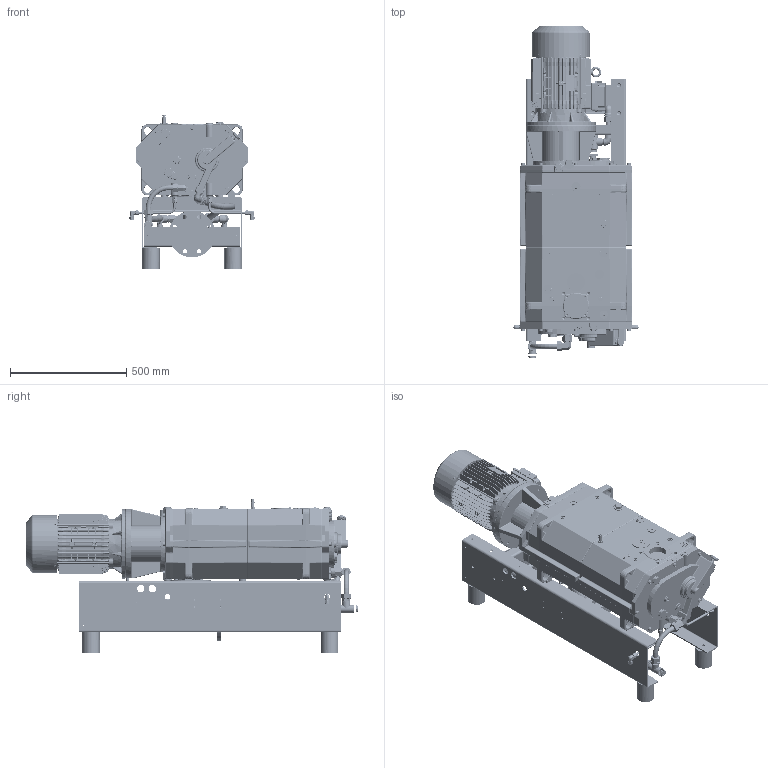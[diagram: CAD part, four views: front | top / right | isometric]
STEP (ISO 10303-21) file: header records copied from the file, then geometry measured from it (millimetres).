
FILE_DESCRIPTION(/* description */ (''),/* implementation_level */ '2;1');
FILE_NAME(/* name */ 'PU900051.stp',/* time_stamp */ '2020-05-28T12:57:27+02:00',/* author */ ('JOHLE'),/* organization */ (''),/* preprocessor_version */ 'ST-DEVELOPER v17',/* originating_system */ 'Autodesk Inventor 2018',/* authorisation */ '');
FILE_SCHEMA (('AUTOMOTIVE_DESIGN { 1 0 10303 214 3 1 1 }'));
Products named in the file (1): PU 900 051
Bounding box: 538.5 x 1425.95 x 664.5 mm (x, y, z)
Volume: 121814080.8 mm3; surface area: 5283037.9 mm2
Topology: 4 solids, 57 shells, 9576 faces, 24467 edges, 15424 vertices
Faces by surface type: plane 4048, cylinder 2601, bspline 1517, cone 786, torus 414, sphere 210
Full cylindrical faces by diameter (mm): 2.5 x4, 3 x4, 3.242 x1, 3.987 x4, 4 x1, 4.058 x4, 4.2 x4, 4.6 x4, 5 x17, 6 x9, 6.8 x14, 7 x4, 8 x13, 9 x7, 9.728 x1, 10 x11, 10.08 x1, 10.106 x1, 10.2 x7, 12 x7, 13 x8, 13.019 x1, 13.158 x1, 14 x26, 15 x1, 16 x20, 16.5 x1, 17.5 x4, 18 x8, 18.5 x1
Entity records: 396248 total; most frequent: CARTESIAN_POINT 173675, ORIENTED_EDGE 48604, DIRECTION 43454, EDGE_CURVE 24302, AXIS2_PLACEMENT_3D 15873, VERTEX_POINT 15423, LINE 11708, VECTOR 11708
